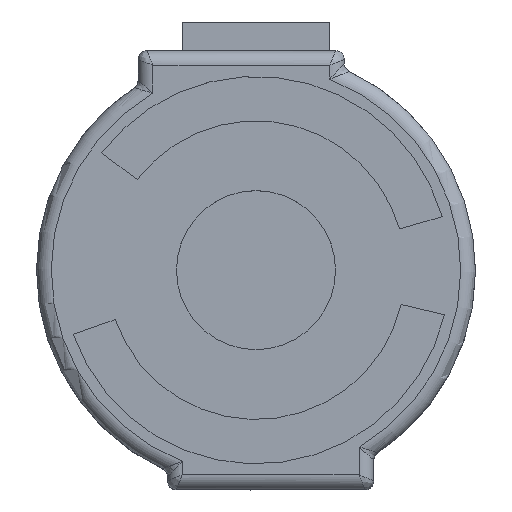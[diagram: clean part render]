
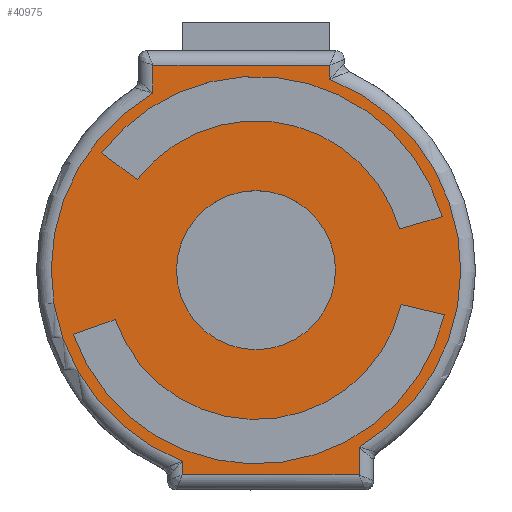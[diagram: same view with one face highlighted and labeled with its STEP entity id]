
A CAD part, top view. The second image highlights one B-rep face of the part: STEP entity #40975.
In plain terms, the highlighted planar face has unit normal (0, 0, 1).
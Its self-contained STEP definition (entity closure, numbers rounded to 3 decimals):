
#13498=CARTESIAN_POINT('',(-2.5,-6.485,17.49));
#13526=CARTESIAN_POINT('',(-2.5,-6.95,17.49));
#13557=CARTESIAN_POINT('',(3.5,-6.95,17.49));
#13573=DIRECTION('',(1.,0.,0.));
#13574=VECTOR('',#13573,6.);
#13575=CARTESIAN_POINT('',(-3.5,6.95,17.49));
#13576=LINE('',#13575,#13574);
#13577=DIRECTION('',(0.,1.,0.));
#13578=VECTOR('',#13577,0.465);
#13579=CARTESIAN_POINT('',(2.5,6.485,17.49));
#13580=LINE('',#13579,#13578);
#13581=CARTESIAN_POINT('',(0.,0.,17.49));
#13582=DIRECTION('',(0.,0.,-1.));
#13583=DIRECTION('',(0.36,0.933,0.));
#13584=AXIS2_PLACEMENT_3D('',#13581,#13582,#13583);
#13586=DIRECTION('',(0.,1.,0.));
#13587=VECTOR('',#13586,0.946);
#13588=CARTESIAN_POINT('',(3.5,-6.95,17.49));
#13589=LINE('',#13588,#13587);
#13590=DIRECTION('',(-1.,0.,0.));
#13591=VECTOR('',#13590,6.);
#13592=CARTESIAN_POINT('',(3.5,-6.95,17.49));
#13593=LINE('',#13592,#13591);
#13594=DIRECTION('',(0.,-1.,0.));
#13595=VECTOR('',#13594,0.465);
#13596=CARTESIAN_POINT('',(-2.5,-6.485,17.49));
#13597=LINE('',#13596,#13595);
#13598=CARTESIAN_POINT('',(0.,0.,17.49));
#13599=DIRECTION('',(0.,0.,-1.));
#13600=DIRECTION('',(-0.36,-0.933,0.));
#13601=AXIS2_PLACEMENT_3D('',#13598,#13599,#13600);
#13603=DIRECTION('',(0.,-1.,0.));
#13604=VECTOR('',#13603,0.946);
#13605=CARTESIAN_POINT('',(-3.5,6.95,17.49));
#13606=LINE('',#13605,#13604);
#13607=CARTESIAN_POINT('',(0.,0.,17.49));
#13608=DIRECTION('',(0.,0.,-1.));
#13609=DIRECTION('',(-1.,0.,0.));
#13610=AXIS2_PLACEMENT_3D('',#13607,#13608,#13609);
#13612=CARTESIAN_POINT('',(0.,0.,17.49));
#13613=DIRECTION('',(0.,0.,1.));
#13614=DIRECTION('',(-1.,0.,0.));
#13615=AXIS2_PLACEMENT_3D('',#13612,#13613,#13614);
#13617=CARTESIAN_POINT('',(0.,0.,17.49));
#13618=DIRECTION('',(0.,0.,1.));
#13619=DIRECTION('',(0.961,0.276,0.));
#13620=AXIS2_PLACEMENT_3D('',#13617,#13618,#13619);
#13622=DIRECTION('',(0.961,0.276,0.));
#13623=VECTOR('',#13622,1.507);
#13624=CARTESIAN_POINT('',(4.871,1.399,17.49));
#13625=LINE('',#13624,#13623);
#13626=CARTESIAN_POINT('',(0.,0.,17.49));
#13627=DIRECTION('',(0.,0.,1.));
#13628=DIRECTION('',(0.961,0.276,0.));
#13629=AXIS2_PLACEMENT_3D('',#13626,#13627,#13628);
#13631=DIRECTION('',(0.796,-0.605,0.));
#13632=VECTOR('',#13631,1.507);
#13633=CARTESIAN_POINT('',(-5.234,3.981,17.49));
#13634=LINE('',#13633,#13632);
#13635=CARTESIAN_POINT('',(0.,0.,17.49));
#13636=DIRECTION('',(0.,0.,1.));
#13637=DIRECTION('',(-0.944,-0.331,0.));
#13638=AXIS2_PLACEMENT_3D('',#13635,#13636,#13637);
#13640=DIRECTION('',(-0.944,-0.331,0.));
#13641=VECTOR('',#13640,1.507);
#13642=CARTESIAN_POINT('',(-4.783,-1.678,17.49));
#13643=LINE('',#13642,#13641);
#13644=CARTESIAN_POINT('',(0.,0.,17.49));
#13645=DIRECTION('',(0.,0.,1.));
#13646=DIRECTION('',(-0.944,-0.331,0.));
#13647=AXIS2_PLACEMENT_3D('',#13644,#13645,#13646);
#13649=DIRECTION('',(-0.973,0.23,0.));
#13650=VECTOR('',#13649,1.507);
#13651=CARTESIAN_POINT('',(6.399,-1.514,17.49));
#13652=LINE('',#13651,#13650);
#13667=CARTESIAN_POINT('',(2.5,6.95,17.49));
#13698=CARTESIAN_POINT('',(-3.5,6.95,17.49));
#13745=CARTESIAN_POINT('',(-3.5,6.004,17.49));
#13761=CARTESIAN_POINT('',(2.5,6.485,17.49));
#13787=CARTESIAN_POINT('',(3.5,-6.004,17.49));
#17247=CARTESIAN_POINT('',(-2.7,0.,17.49));
#17248=CARTESIAN_POINT('',(2.7,0.,17.49));
#17249=VERTEX_POINT('',#17247);
#17250=VERTEX_POINT('',#17248);
#17252=VERTEX_POINT('',#13787);
#17254=VERTEX_POINT('',#13498);
#17258=VERTEX_POINT('',#13745);
#17260=VERTEX_POINT('',#13761);
#17264=VERTEX_POINT('',#13557);
#17266=VERTEX_POINT('',#13526);
#17270=VERTEX_POINT('',#13698);
#17272=VERTEX_POINT('',#13667);
#17319=CARTESIAN_POINT('',(4.871,1.399,17.49));
#17320=CARTESIAN_POINT('',(-4.034,3.068,17.49));
#17321=VERTEX_POINT('',#17319);
#17322=VERTEX_POINT('',#17320);
#17323=CARTESIAN_POINT('',(6.32,1.815,17.49));
#17324=VERTEX_POINT('',#17323);
#17325=CARTESIAN_POINT('',(-5.234,3.981,17.49));
#17326=VERTEX_POINT('',#17325);
#17327=CARTESIAN_POINT('',(-4.783,-1.678,17.49));
#17328=CARTESIAN_POINT('',(4.932,-1.167,17.49));
#17329=VERTEX_POINT('',#17327);
#17330=VERTEX_POINT('',#17328);
#17331=CARTESIAN_POINT('',(-6.205,-2.177,17.49));
#17332=VERTEX_POINT('',#17331);
#17333=CARTESIAN_POINT('',(6.399,-1.514,17.49));
#17334=VERTEX_POINT('',#17333);
#40929=CARTESIAN_POINT('',(0.,0.,17.49));
#40930=DIRECTION('',(0.,0.,1.));
#40931=DIRECTION('',(1.,0.,0.));
#40932=AXIS2_PLACEMENT_3D('',#40929,#40930,#40931);
#40933=PLANE('',#40932);
#40935=ORIENTED_EDGE('',*,*,#40934,.T.);
#40937=ORIENTED_EDGE('',*,*,#40936,.F.);
#40939=ORIENTED_EDGE('',*,*,#40938,.T.);
#40940=ORIENTED_EDGE('',*,*,#40921,.F.);
#40941=ORIENTED_EDGE('',*,*,#40862,.T.);
#40942=ORIENTED_EDGE('',*,*,#40800,.F.);
#40944=ORIENTED_EDGE('',*,*,#40943,.T.);
#40946=ORIENTED_EDGE('',*,*,#40945,.F.);
#40947=EDGE_LOOP('',(#40935,#40937,#40939,#40940,#40941,#40942,#40944,#40946));
#40948=FACE_OUTER_BOUND('',#40947,.F.);
#40950=ORIENTED_EDGE('',*,*,#40949,.F.);
#40952=ORIENTED_EDGE('',*,*,#40951,.T.);
#40953=EDGE_LOOP('',(#40950,#40952));
#40954=FACE_BOUND('',#40953,.F.);
#40956=ORIENTED_EDGE('',*,*,#40955,.F.);
#40958=ORIENTED_EDGE('',*,*,#40957,.T.);
#40960=ORIENTED_EDGE('',*,*,#40959,.T.);
#40962=ORIENTED_EDGE('',*,*,#40961,.T.);
#40963=EDGE_LOOP('',(#40956,#40958,#40960,#40962));
#40964=FACE_BOUND('',#40963,.F.);
#40966=ORIENTED_EDGE('',*,*,#40965,.F.);
#40968=ORIENTED_EDGE('',*,*,#40967,.T.);
#40970=ORIENTED_EDGE('',*,*,#40969,.T.);
#40972=ORIENTED_EDGE('',*,*,#40971,.T.);
#40973=EDGE_LOOP('',(#40966,#40968,#40970,#40972));
#40974=FACE_BOUND('',#40973,.F.);
#13585=CIRCLE('',#13584,6.95);
#13602=CIRCLE('',#13601,6.95);
#13611=CIRCLE('',#13610,2.7);
#13616=CIRCLE('',#13615,2.7);
#13621=CIRCLE('',#13620,5.068);
#13630=CIRCLE('',#13629,6.576);
#13639=CIRCLE('',#13638,5.068);
#13648=CIRCLE('',#13647,6.576);
#40800=EDGE_CURVE('',#17254,#17266,#13597,.T.);
#40862=EDGE_CURVE('',#17264,#17266,#13593,.T.);
#40921=EDGE_CURVE('',#17264,#17252,#13589,.T.);
#40934=EDGE_CURVE('',#17270,#17272,#13576,.T.);
#40936=EDGE_CURVE('',#17260,#17272,#13580,.T.);
#40938=EDGE_CURVE('',#17260,#17252,#13585,.T.);
#40943=EDGE_CURVE('',#17254,#17258,#13602,.T.);
#40945=EDGE_CURVE('',#17270,#17258,#13606,.T.);
#40949=EDGE_CURVE('',#17249,#17250,#13611,.T.);
#40951=EDGE_CURVE('',#17249,#17250,#13616,.T.);
#40955=EDGE_CURVE('',#17321,#17322,#13621,.T.);
#40957=EDGE_CURVE('',#17321,#17324,#13625,.T.);
#40959=EDGE_CURVE('',#17324,#17326,#13630,.T.);
#40961=EDGE_CURVE('',#17326,#17322,#13634,.T.);
#40965=EDGE_CURVE('',#17329,#17330,#13639,.T.);
#40967=EDGE_CURVE('',#17329,#17332,#13643,.T.);
#40969=EDGE_CURVE('',#17332,#17334,#13648,.T.);
#40971=EDGE_CURVE('',#17334,#17330,#13652,.T.);
#40975=ADVANCED_FACE('',(#40948,#40954,#40964,#40974),#40933,.T.);
